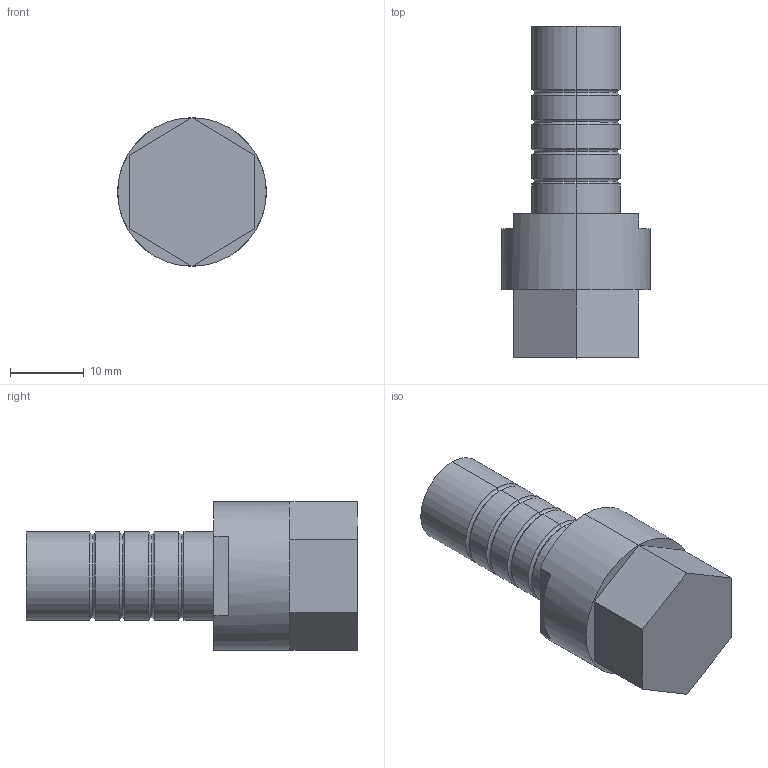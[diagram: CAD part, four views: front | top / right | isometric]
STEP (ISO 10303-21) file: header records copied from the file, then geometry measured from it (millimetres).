
FILE_DESCRIPTION (( 'STEP AP214' ), '1' );
FILE_NAME ('AL_TPFE_D20.1L38.9.STEP', '2018-10-17T16:20:46', ( '' ), ( '' ), 'SwSTEP 2.0', 'SolidWorks 2014', '' );
FILE_SCHEMA (( 'AUTOMOTIVE_DESIGN' ));
Length unit declared in the file: millimetre
Products named in the file (1): AL_TPFE_D20.1L38.9
Bounding box: 20.1 x 44.91 x 20.1 mm (x, y, z)
Volume: 8410.3 mm3; surface area: 3071.2 mm2
Topology: 2 solids, 2 shells, 98 faces, 243 edges, 152 vertices
Faces by surface type: plane 70, torus 16, cylinder 12
Entity records: 3386 total; most frequent: CARTESIAN_POINT 494, DIRECTION 493, ORIENTED_EDGE 486, EDGE_CURVE 243, LINE 191, VECTOR 191, VERTEX_POINT 152, AXIS2_PLACEMENT_3D 151
